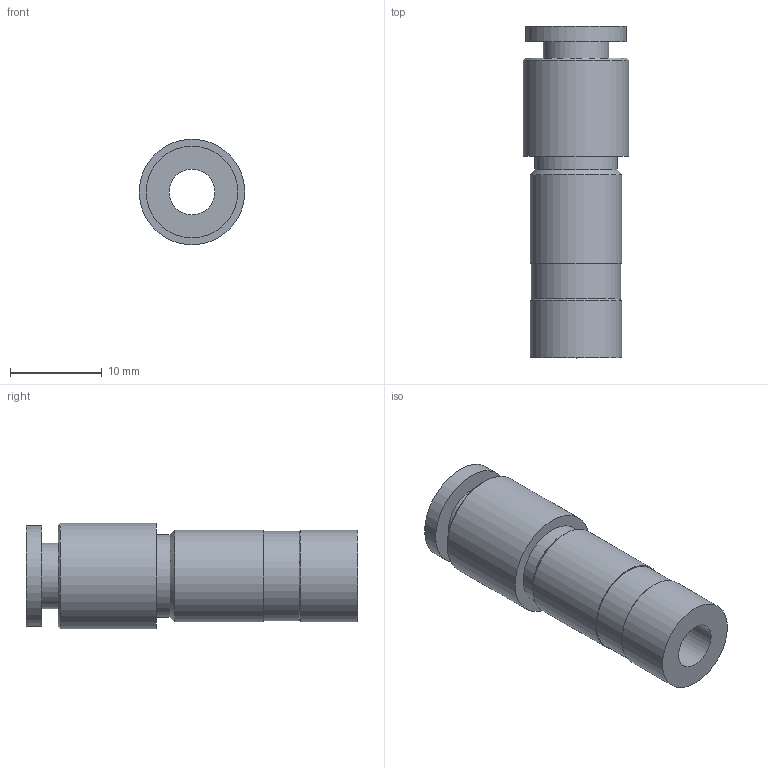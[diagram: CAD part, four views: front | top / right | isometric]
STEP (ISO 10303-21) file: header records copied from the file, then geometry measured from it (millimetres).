
FILE_DESCRIPTION(/* description */ ('Alibre Inc.'),/* implementation_level */ '2;1');
FILE_NAME(/* name */ 'export-28BD4865-A534-4E14-8A6C-D8584E079BF0',/* time_stamp */ '2022-11-15T17:02:13+01:00',/* author */ (''),/* organization */ (''),/* preprocessor_version */ 'ST-DEVELOPER v17',/* originating_system */ 'Alibre',/* authorisation */ '');
FILE_SCHEMA (('AUTOMOTIVE_DESIGN'));
Length unit declared in the file: millimetre
Products named in the file (1): 2L08007
Bounding box: 11.5 x 36.2 x 11.5 mm (x, y, z)
Volume: 2252.2 mm3; surface area: 2061.5 mm2
Topology: 1 solids, 1 shells, 19 faces, 31 edges, 19 vertices
Faces by surface type: cylinder 9, plane 7, cone 3
Full cylindrical faces by diameter (mm): 5 x1, 6 x1, 7.1 x1, 9 x1, 9.75 x1, 10 x2, 11 x1, 11.5 x1
Entity records: 489 total; most frequent: DIRECTION 81, CARTESIAN_POINT 69, ORIENTED_EDGE 62, AXIS2_PLACEMENT_3D 38, EDGE_CURVE 31, EDGE_LOOP 26, FACE_BOUND 26, STYLED_ITEM 20
